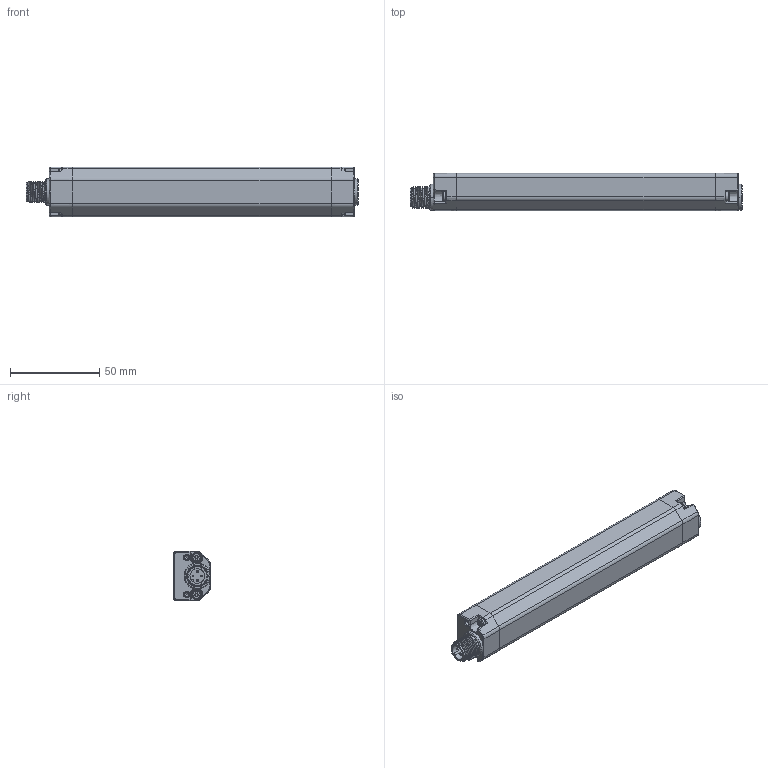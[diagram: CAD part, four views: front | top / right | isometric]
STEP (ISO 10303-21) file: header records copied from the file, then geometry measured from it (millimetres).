
FILE_DESCRIPTION((''),'2;1');
FILE_NAME('154515_SM01_ASM','2025-10-08T11:58:04',('banengservice'),('BANNER ENGINEERING'),'CREO PARAMETRIC BY PTC INC, 2022414','CREO PARAMETRIC BY PTC INC, 2022414','');
FILE_SCHEMA(('CONFIG_CONTROL_DESIGN'));
Length unit declared in the file: millimetre
Products named in the file (2): 154515_EP01; 154515_SM01_ASM
Assembly tree (1 placements, depth 2):
  154515_SM01_ASM
    154515_EP01
Bounding box: 186 x 21 x 28 mm (x, y, z)
Volume: 91249.2 mm3; surface area: 19093.2 mm2
Topology: 1 solids, 1 shells, 362 faces, 905 edges, 557 vertices
Faces by surface type: cylinder 138, plane 115, cone 55, torus 30, bspline 16, sphere 8
Entity records: 15499 total; most frequent: CARTESIAN_POINT 6764, DIRECTION 1880, ORIENTED_EDGE 1794, EDGE_CURVE 897, AXIS2_PLACEMENT_3D 711, VERTEX_POINT 557, VECTOR 458, LINE 458
